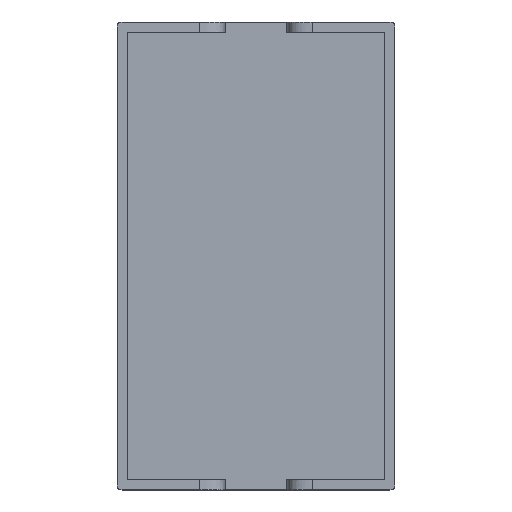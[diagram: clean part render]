
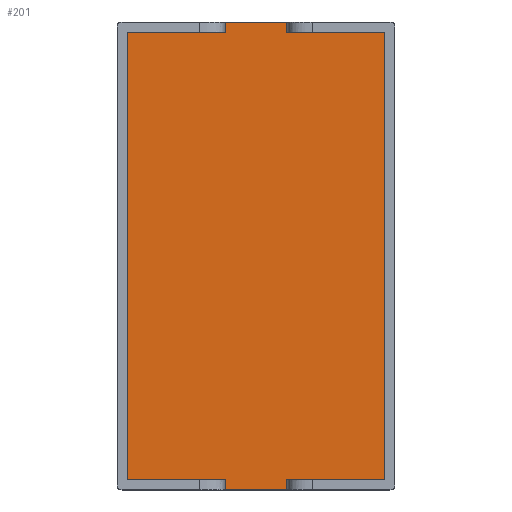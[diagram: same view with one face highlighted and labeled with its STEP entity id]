
A CAD part, top view. The second image highlights one B-rep face of the part: STEP entity #201.
In plain terms, the highlighted planar face has unit normal (0, 0, 1).
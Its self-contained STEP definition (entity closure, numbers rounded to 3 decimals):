
#44 = VECTOR ( 'NONE', #1364, 1000. ) ;
#61 = DIRECTION ( 'NONE',  ( 0., -1., 0. ) ) ;
#76 = ORIENTED_EDGE ( 'NONE', *, *, #679, .F. ) ;
#136 = LINE ( 'NONE', #714, #957 ) ;
#143 = ORIENTED_EDGE ( 'NONE', *, *, #875, .T. ) ;
#166 = VECTOR ( 'NONE', #357, 1000. ) ;
#201 = ADVANCED_FACE ( 'NONE', ( #876 ), #1301, .F. ) ;
#210 = VERTEX_POINT ( 'NONE', #1883 ) ;
#229 = AXIS2_PLACEMENT_3D ( 'NONE', #252, #1464, #681 ) ;
#239 = VERTEX_POINT ( 'NONE', #699 ) ;
#246 = CARTESIAN_POINT ( 'NONE',  ( -6., -45.5, 2. ) ) ;
#252 = CARTESIAN_POINT ( 'NONE',  ( 0., 0., 2. ) ) ;
#258 = CARTESIAN_POINT ( 'NONE',  ( -25., 43.5, 2. ) ) ;
#284 = CARTESIAN_POINT ( 'NONE',  ( 6., -45.5, 2. ) ) ;
#308 = CARTESIAN_POINT ( 'NONE',  ( -6., 49.315, 2. ) ) ;
#320 = CARTESIAN_POINT ( 'NONE',  ( -6., 45.5, 2. ) ) ;
#324 = LINE ( 'NONE', #308, #1095 ) ;
#338 = LINE ( 'NONE', #510, #166 ) ;
#357 = DIRECTION ( 'NONE',  ( 0., 1., 0. ) ) ;
#364 = DIRECTION ( 'NONE',  ( 0., 1., 0. ) ) ;
#374 = CARTESIAN_POINT ( 'NONE',  ( 6., 45.5, 2. ) ) ;
#414 = ORIENTED_EDGE ( 'NONE', *, *, #1796, .F. ) ;
#435 = DIRECTION ( 'NONE',  ( 1., 0., 0. ) ) ;
#487 = EDGE_CURVE ( 'NONE', #980, #712, #738, .T. ) ;
#510 = CARTESIAN_POINT ( 'NONE',  ( 6., 49.315, 2. ) ) ;
#531 = VERTEX_POINT ( 'NONE', #320 ) ;
#547 = CARTESIAN_POINT ( 'NONE',  ( -27., 45.5, 2. ) ) ;
#549 = VERTEX_POINT ( 'NONE', #258 ) ;
#587 = VERTEX_POINT ( 'NONE', #246 ) ;
#626 = EDGE_CURVE ( 'NONE', #549, #239, #1119, .T. ) ;
#627 = CARTESIAN_POINT ( 'NONE',  ( -25., -43.5, 2. ) ) ;
#628 = EDGE_CURVE ( 'NONE', #821, #1361, #136, .T. ) ;
#636 = DIRECTION ( 'NONE',  ( -1., 0., 0. ) ) ;
#648 = DIRECTION ( 'NONE',  ( 0., 1., 0. ) ) ;
#679 = EDGE_CURVE ( 'NONE', #210, #1452, #1172, .T. ) ;
#681 = DIRECTION ( 'NONE',  ( -1., 0., 0. ) ) ;
#699 = CARTESIAN_POINT ( 'NONE',  ( -6., 43.5, 2. ) ) ;
#712 = VERTEX_POINT ( 'NONE', #1020 ) ;
#714 = CARTESIAN_POINT ( 'NONE',  ( -25., -43.5, 2. ) ) ;
#738 = LINE ( 'NONE', #627, #1649 ) ;
#774 = CARTESIAN_POINT ( 'NONE',  ( -6., 49.315, 2. ) ) ;
#778 = LINE ( 'NONE', #1370, #1825 ) ;
#782 = CARTESIAN_POINT ( 'NONE',  ( 6., 49.315, 2. ) ) ;
#820 = CARTESIAN_POINT ( 'NONE',  ( 25., 43.5, 2. ) ) ;
#821 = VERTEX_POINT ( 'NONE', #1691 ) ;
#826 = CARTESIAN_POINT ( 'NONE',  ( 25., -43.5, 2. ) ) ;
#844 = EDGE_CURVE ( 'NONE', #210, #1881, #1534, .T. ) ;
#856 = ORIENTED_EDGE ( 'NONE', *, *, #1478, .F. ) ;
#875 = EDGE_CURVE ( 'NONE', #531, #239, #1235, .T. ) ;
#876 = FACE_OUTER_BOUND ( 'NONE', #1608, .T. ) ;
#897 = VECTOR ( 'NONE', #636, 1000. ) ;
#957 = VECTOR ( 'NONE', #1307, 1000. ) ;
#980 = VERTEX_POINT ( 'NONE', #826 ) ;
#1020 = CARTESIAN_POINT ( 'NONE',  ( 6., -43.5, 2. ) ) ;
#1031 = EDGE_CURVE ( 'NONE', #821, #587, #324, .T. ) ;
#1077 = CARTESIAN_POINT ( 'NONE',  ( -27., -45.5, 2. ) ) ;
#1095 = VECTOR ( 'NONE', #1793, 1000. ) ;
#1119 = LINE ( 'NONE', #1296, #1295 ) ;
#1120 = LINE ( 'NONE', #1265, #1668 ) ;
#1137 = ORIENTED_EDGE ( 'NONE', *, *, #844, .T. ) ;
#1160 = DIRECTION ( 'NONE',  ( 1., 0., 0. ) ) ;
#1172 = LINE ( 'NONE', #1765, #1884 ) ;
#1196 = ORIENTED_EDGE ( 'NONE', *, *, #626, .F. ) ;
#1235 = LINE ( 'NONE', #774, #44 ) ;
#1262 = ORIENTED_EDGE ( 'NONE', *, *, #487, .F. ) ;
#1265 = CARTESIAN_POINT ( 'NONE',  ( -25., 43.5, 2. ) ) ;
#1266 = VERTEX_POINT ( 'NONE', #284 ) ;
#1295 = VECTOR ( 'NONE', #1714, 1000. ) ;
#1296 = CARTESIAN_POINT ( 'NONE',  ( -25., 43.5, 2. ) ) ;
#1301 = PLANE ( 'NONE',  #229 ) ;
#1307 = DIRECTION ( 'NONE',  ( -1., 0., 0. ) ) ;
#1331 = DIRECTION ( 'NONE',  ( -1., 0., 0. ) ) ;
#1332 = VECTOR ( 'NONE', #435, 1000. ) ;
#1361 = VERTEX_POINT ( 'NONE', #1674 ) ;
#1364 = DIRECTION ( 'NONE',  ( 0., -1., 0. ) ) ;
#1370 = CARTESIAN_POINT ( 'NONE',  ( 25., 43.5, 2. ) ) ;
#1382 = ORIENTED_EDGE ( 'NONE', *, *, #1636, .F. ) ;
#1452 = VERTEX_POINT ( 'NONE', #820 ) ;
#1456 = ORIENTED_EDGE ( 'NONE', *, *, #1031, .T. ) ;
#1464 = DIRECTION ( 'NONE',  ( 0., 0., -1. ) ) ;
#1478 = EDGE_CURVE ( 'NONE', #1361, #549, #1120, .T. ) ;
#1512 = ORIENTED_EDGE ( 'NONE', *, *, #1767, .T. ) ;
#1534 = LINE ( 'NONE', #782, #1795 ) ;
#1573 = ORIENTED_EDGE ( 'NONE', *, *, #1821, .F. ) ;
#1608 = EDGE_LOOP ( 'NONE', ( #76, #1137, #1382, #143, #1196, #856, #1690, #1456, #1573, #1512, #1262, #414 ) ) ;
#1636 = EDGE_CURVE ( 'NONE', #531, #1881, #1746, .T. ) ;
#1649 = VECTOR ( 'NONE', #1331, 1000. ) ;
#1668 = VECTOR ( 'NONE', #364, 1000. ) ;
#1674 = CARTESIAN_POINT ( 'NONE',  ( -25., -43.5, 2. ) ) ;
#1690 = ORIENTED_EDGE ( 'NONE', *, *, #628, .F. ) ;
#1691 = CARTESIAN_POINT ( 'NONE',  ( -6., -43.5, 2. ) ) ;
#1714 = DIRECTION ( 'NONE',  ( 1., 0., 0. ) ) ;
#1746 = LINE ( 'NONE', #547, #1332 ) ;
#1765 = CARTESIAN_POINT ( 'NONE',  ( -25., 43.5, 2. ) ) ;
#1767 = EDGE_CURVE ( 'NONE', #1266, #712, #338, .T. ) ;
#1793 = DIRECTION ( 'NONE',  ( 0., -1., 0. ) ) ;
#1795 = VECTOR ( 'NONE', #648, 1000. ) ;
#1796 = EDGE_CURVE ( 'NONE', #1452, #980, #778, .T. ) ;
#1821 = EDGE_CURVE ( 'NONE', #1266, #587, #1824, .T. ) ;
#1824 = LINE ( 'NONE', #1077, #897 ) ;
#1825 = VECTOR ( 'NONE', #61, 1000. ) ;
#1881 = VERTEX_POINT ( 'NONE', #374 ) ;
#1883 = CARTESIAN_POINT ( 'NONE',  ( 6., 43.5, 2. ) ) ;
#1884 = VECTOR ( 'NONE', #1160, 1000. ) ;
